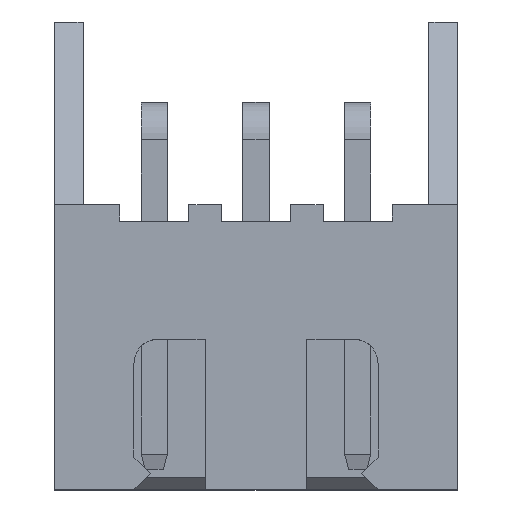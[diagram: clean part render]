
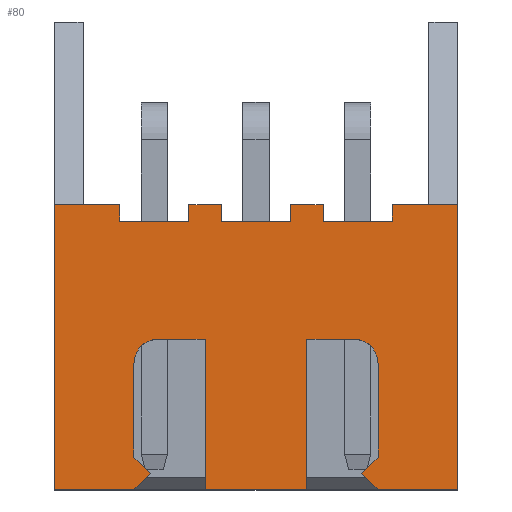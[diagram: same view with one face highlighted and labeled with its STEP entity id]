
A CAD part, top view. The second image highlights one B-rep face of the part: STEP entity #80.
In plain terms, the highlighted planar face has unit normal (0, 0, 1).
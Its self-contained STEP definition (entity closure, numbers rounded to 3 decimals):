
#80=ADVANCED_FACE('',(#1145),#1147,.T.);
#1145=FACE_BOUND('',#1146,.T.);
#1146=EDGE_LOOP('',(#1999,#2000,#2001,#2002,#2003,#2004,#2005,#2006,#2007,#2008,
#2009,#2010,#2011,#2012,#2013,#2014,#2015,#2016,#2017,#2018,#2019,#2020,#2021,#2022,
#2023,#2024,#2025,#2026,#2027,#2028));
#1147=PLANE('',#1148);
#1148=AXIS2_PLACEMENT_3D('',#1149,#1150,#1151);
#1149=CARTESIAN_POINT('',(-1.25,-9.2,5.75));
#1150=DIRECTION('',(0.,0.,1.));
#1151=DIRECTION('',(1.,0.,0.));
#1999=ORIENTED_EDGE('',*,*,#2611,.T.);
#2000=ORIENTED_EDGE('',*,*,#2612,.T.);
#2001=ORIENTED_EDGE('',*,*,#2613,.T.);
#2002=ORIENTED_EDGE('',*,*,#2614,.T.);
#2003=ORIENTED_EDGE('',*,*,#2607,.T.);
#2004=ORIENTED_EDGE('',*,*,#2615,.T.);
#2005=ORIENTED_EDGE('',*,*,#2616,.F.);
#2006=ORIENTED_EDGE('',*,*,#2617,.T.);
#2007=ORIENTED_EDGE('',*,*,#2618,.T.);
#2008=ORIENTED_EDGE('',*,*,#2619,.T.);
#2009=ORIENTED_EDGE('',*,*,#2620,.F.);
#2010=ORIENTED_EDGE('',*,*,#2621,.T.);
#2011=ORIENTED_EDGE('',*,*,#2622,.T.);
#2012=ORIENTED_EDGE('',*,*,#2623,.T.);
#2013=ORIENTED_EDGE('',*,*,#2624,.F.);
#2014=ORIENTED_EDGE('',*,*,#2625,.T.);
#2015=ORIENTED_EDGE('',*,*,#2626,.T.);
#2016=ORIENTED_EDGE('',*,*,#2627,.T.);
#2017=ORIENTED_EDGE('',*,*,#2628,.T.);
#2018=ORIENTED_EDGE('',*,*,#2629,.F.);
#2019=ORIENTED_EDGE('',*,*,#2630,.T.);
#2020=ORIENTED_EDGE('',*,*,#2631,.T.);
#2021=ORIENTED_EDGE('',*,*,#2632,.T.);
#2022=ORIENTED_EDGE('',*,*,#2633,.T.);
#2023=ORIENTED_EDGE('',*,*,#2634,.T.);
#2024=ORIENTED_EDGE('',*,*,#2635,.T.);
#2025=ORIENTED_EDGE('',*,*,#2636,.T.);
#2026=ORIENTED_EDGE('',*,*,#2609,.T.);
#2027=ORIENTED_EDGE('',*,*,#2637,.T.);
#2028=ORIENTED_EDGE('',*,*,#2638,.T.);
#2607=EDGE_CURVE('',#2934,#2936,#2938,.T.);
#2609=EDGE_CURVE('',#2941,#2939,#2942,.T.);
#2611=EDGE_CURVE('',#2944,#2945,#2946,.T.);
#2612=EDGE_CURVE('',#2945,#2947,#2948,.T.);
#2613=EDGE_CURVE('',#2947,#2949,#2950,.T.);
#2614=EDGE_CURVE('',#2949,#2934,#2951,.T.);
#2615=EDGE_CURVE('',#2936,#2952,#2953,.T.);
#2616=EDGE_CURVE('',#2954,#2952,#2955,.T.);
#2617=EDGE_CURVE('',#2954,#2956,#2957,.F.);
#2618=EDGE_CURVE('',#2956,#2958,#2959,.T.);
#2619=EDGE_CURVE('',#2958,#2960,#2961,.F.);
#2620=EDGE_CURVE('',#2962,#2960,#2963,.T.);
#2621=EDGE_CURVE('',#2962,#2964,#2965,.F.);
#2622=EDGE_CURVE('',#2964,#2966,#2967,.T.);
#2623=EDGE_CURVE('',#2966,#2968,#2969,.F.);
#2624=EDGE_CURVE('',#2970,#2968,#2971,.T.);
#2625=EDGE_CURVE('',#2970,#2972,#2973,.F.);
#2626=EDGE_CURVE('',#2972,#2974,#2975,.T.);
#2627=EDGE_CURVE('',#2974,#2976,#2977,.F.);
#2628=EDGE_CURVE('',#2976,#2978,#2979,.T.);
#2629=EDGE_CURVE('',#2980,#2978,#2981,.T.);
#2630=EDGE_CURVE('',#2980,#2982,#2983,.T.);
#2631=EDGE_CURVE('',#2982,#2984,#2985,.F.);
#2632=EDGE_CURVE('',#2984,#2986,#2987,.F.);
#2633=EDGE_CURVE('',#2986,#2988,#2989,.F.);
#2634=EDGE_CURVE('',#2988,#2990,#2991,.F.);
#2635=EDGE_CURVE('',#2990,#2992,#2993,.F.);
#2636=EDGE_CURVE('',#2992,#2941,#2994,.F.);
#2637=EDGE_CURVE('',#2939,#2995,#2996,.T.);
#2638=EDGE_CURVE('',#2995,#2944,#2997,.T.);
#2934=VERTEX_POINT('',#3483);
#2936=VERTEX_POINT('',#3487);
#2938=LINE('',#3491,#3492);
#2939=VERTEX_POINT('',#3494);
#2941=VERTEX_POINT('',#3498);
#2942=LINE('',#3499,#3500);
#2944=VERTEX_POINT('',#3505);
#2945=VERTEX_POINT('',#3506);
#2946=CIRCLE('',#3507,0.6);
#2947=VERTEX_POINT('',#3511);
#2948=LINE('',#3512,#3513);
#2949=VERTEX_POINT('',#3515);
#2950=LINE('',#3516,#3517);
#2951=LINE('',#3519,#3520);
#2952=VERTEX_POINT('',#3522);
#2953=LINE('',#3523,#3524);
#2954=VERTEX_POINT('',#3526);
#2955=LINE('',#3527,#3528);
#2956=VERTEX_POINT('',#3530);
#2957=LINE('',#3531,#3532);
#2958=VERTEX_POINT('',#3534);
#2959=LINE('',#3535,#3536);
#2960=VERTEX_POINT('',#3538);
#2961=LINE('',#3539,#3540);
#2962=VERTEX_POINT('',#3542);
#2963=LINE('',#3543,#3544);
#2964=VERTEX_POINT('',#3546);
#2965=LINE('',#3547,#3548);
#2966=VERTEX_POINT('',#3550);
#2967=LINE('',#3551,#3552);
#2968=VERTEX_POINT('',#3554);
#2969=LINE('',#3555,#3556);
#2970=VERTEX_POINT('',#3558);
#2971=LINE('',#3559,#3560);
#2972=VERTEX_POINT('',#3562);
#2973=LINE('',#3563,#3564);
#2974=VERTEX_POINT('',#3566);
#2975=LINE('',#3567,#3568);
#2976=VERTEX_POINT('',#3570);
#2977=LINE('',#3571,#3572);
#2978=VERTEX_POINT('',#3574);
#2979=LINE('',#3575,#3576);
#2980=VERTEX_POINT('',#3578);
#2981=LINE('',#3579,#3580);
#2982=VERTEX_POINT('',#3582);
#2983=LINE('',#3583,#3584);
#2984=VERTEX_POINT('',#3586);
#2985=LINE('',#3587,#3588);
#2986=VERTEX_POINT('',#3590);
#2987=LINE('',#3591,#3592);
#2988=VERTEX_POINT('',#3594);
#2989=LINE('',#3595,#3596);
#2990=VERTEX_POINT('',#3598);
#2991=CIRCLE('',#3599,0.6);
#2992=VERTEX_POINT('',#3603);
#2993=LINE('',#3604,#3605);
#2994=LINE('',#3607,#3608);
#2995=VERTEX_POINT('',#3610);
#2996=LINE('',#3611,#3612);
#2997=LINE('',#3614,#3615);
#3483=CARTESIAN_POINT('',(5.5,-9.2,5.75));
#3487=CARTESIAN_POINT('',(7.45,-9.2,5.75));
#3491=CARTESIAN_POINT('',(5.5,-9.2,5.75));
#3492=VECTOR('',#3493,1.);
#3493=DIRECTION('',(1.,0.,0.));
#3494=CARTESIAN_POINT('',(3.75,-9.2,5.75));
#3498=CARTESIAN_POINT('',(1.25,-9.2,5.75));
#3499=CARTESIAN_POINT('',(1.25,-9.2,5.75));
#3500=VECTOR('',#3501,1.);
#3501=DIRECTION('',(1.,0.,0.));
#3505=CARTESIAN_POINT('',(4.9,-5.5,5.75));
#3506=CARTESIAN_POINT('',(5.5,-6.1,5.75));
#3507=AXIS2_PLACEMENT_3D('',#3508,#3509,#3510);
#3508=CARTESIAN_POINT('',(4.9,-6.1,5.75));
#3509=DIRECTION('',(0.,0.,-1.));
#3510=DIRECTION('',(0.,1.,0.));
#3511=CARTESIAN_POINT('',(5.5,-8.4,5.75));
#3512=CARTESIAN_POINT('',(5.5,-6.1,5.75));
#3513=VECTOR('',#3514,1.);
#3514=DIRECTION('',(0.,-1.,0.));
#3515=CARTESIAN_POINT('',(5.1,-8.8,5.75));
#3516=CARTESIAN_POINT('',(5.5,-8.4,5.75));
#3517=VECTOR('',#3518,1.);
#3518=DIRECTION('',(-0.707,-0.707,0.));
#3519=CARTESIAN_POINT('',(5.1,-8.8,5.75));
#3520=VECTOR('',#3521,1.);
#3521=DIRECTION('',(0.707,-0.707,0.));
#3522=CARTESIAN_POINT('',(7.45,-2.2,5.75));
#3523=CARTESIAN_POINT('',(7.45,-9.2,5.75));
#3524=VECTOR('',#3525,1.);
#3525=DIRECTION('',(0.,1.,0.));
#3526=CARTESIAN_POINT('',(5.85,-2.2,5.75));
#3527=CARTESIAN_POINT('',(5.85,-2.2,5.75));
#3528=VECTOR('',#3529,1.);
#3529=DIRECTION('',(1.,0.,0.));
#3530=CARTESIAN_POINT('',(5.85,-2.6,5.75));
#3531=CARTESIAN_POINT('',(5.85,-2.6,5.75));
#3532=VECTOR('',#3533,1.);
#3533=DIRECTION('',(0.,1.,0.));
#3534=CARTESIAN_POINT('',(4.15,-2.6,5.75));
#3535=CARTESIAN_POINT('',(5.85,-2.6,5.75));
#3536=VECTOR('',#3537,1.);
#3537=DIRECTION('',(-1.,0.,0.));
#3538=CARTESIAN_POINT('',(4.15,-2.2,5.75));
#3539=CARTESIAN_POINT('',(4.15,-2.2,5.75));
#3540=VECTOR('',#3541,1.);
#3541=DIRECTION('',(0.,-1.,0.));
#3542=CARTESIAN_POINT('',(3.35,-2.2,5.75));
#3543=CARTESIAN_POINT('',(3.35,-2.2,5.75));
#3544=VECTOR('',#3545,1.);
#3545=DIRECTION('',(1.,0.,0.));
#3546=CARTESIAN_POINT('',(3.35,-2.6,5.75));
#3547=CARTESIAN_POINT('',(3.35,-2.6,5.75));
#3548=VECTOR('',#3549,1.);
#3549=DIRECTION('',(0.,1.,0.));
#3550=CARTESIAN_POINT('',(1.65,-2.6,5.75));
#3551=CARTESIAN_POINT('',(3.35,-2.6,5.75));
#3552=VECTOR('',#3553,1.);
#3553=DIRECTION('',(-1.,0.,0.));
#3554=CARTESIAN_POINT('',(1.65,-2.2,5.75));
#3555=CARTESIAN_POINT('',(1.65,-2.2,5.75));
#3556=VECTOR('',#3557,1.);
#3557=DIRECTION('',(0.,-1.,0.));
#3558=CARTESIAN_POINT('',(0.85,-2.2,5.75));
#3559=CARTESIAN_POINT('',(0.85,-2.2,5.75));
#3560=VECTOR('',#3561,1.);
#3561=DIRECTION('',(1.,0.,0.));
#3562=CARTESIAN_POINT('',(0.85,-2.6,5.75));
#3563=CARTESIAN_POINT('',(0.85,-2.6,5.75));
#3564=VECTOR('',#3565,1.);
#3565=DIRECTION('',(0.,1.,0.));
#3566=CARTESIAN_POINT('',(-0.85,-2.6,5.75));
#3567=CARTESIAN_POINT('',(0.85,-2.6,5.75));
#3568=VECTOR('',#3569,1.);
#3569=DIRECTION('',(-1.,0.,0.));
#3570=CARTESIAN_POINT('',(-0.85,-2.2,5.75));
#3571=CARTESIAN_POINT('',(-0.85,-2.2,5.75));
#3572=VECTOR('',#3573,1.);
#3573=DIRECTION('',(0.,-1.,0.));
#3574=CARTESIAN_POINT('',(-2.45,-2.2,5.75));
#3575=CARTESIAN_POINT('',(-0.85,-2.2,5.75));
#3576=VECTOR('',#3577,1.);
#3577=DIRECTION('',(-1.,0.,0.));
#3578=CARTESIAN_POINT('',(-2.45,-9.2,5.75));
#3579=CARTESIAN_POINT('',(-2.45,-9.2,5.75));
#3580=VECTOR('',#3581,1.);
#3581=DIRECTION('',(0.,1.,0.));
#3582=CARTESIAN_POINT('',(-0.5,-9.2,5.75));
#3583=CARTESIAN_POINT('',(-2.45,-9.2,5.75));
#3584=VECTOR('',#3585,1.);
#3585=DIRECTION('',(1.,0.,0.));
#3586=CARTESIAN_POINT('',(-0.1,-8.8,5.75));
#3587=CARTESIAN_POINT('',(-0.1,-8.8,5.75));
#3588=VECTOR('',#3589,1.);
#3589=DIRECTION('',(-0.707,-0.707,0.));
#3590=CARTESIAN_POINT('',(-0.5,-8.4,5.75));
#3591=CARTESIAN_POINT('',(-0.5,-8.4,5.75));
#3592=VECTOR('',#3593,1.);
#3593=DIRECTION('',(0.707,-0.707,0.));
#3594=CARTESIAN_POINT('',(-0.5,-6.1,5.75));
#3595=CARTESIAN_POINT('',(-0.5,-6.1,5.75));
#3596=VECTOR('',#3597,1.);
#3597=DIRECTION('',(0.,-1.,0.));
#3598=CARTESIAN_POINT('',(0.1,-5.5,5.75));
#3599=AXIS2_PLACEMENT_3D('',#3600,#3601,#3602);
#3600=CARTESIAN_POINT('',(0.1,-6.1,5.75));
#3601=DIRECTION('',(0.,-0.,1.));
#3602=DIRECTION('',(0.,1.,0.));
#3603=CARTESIAN_POINT('',(1.25,-5.5,5.75));
#3604=CARTESIAN_POINT('',(1.25,-5.5,5.75));
#3605=VECTOR('',#3606,1.);
#3606=DIRECTION('',(-1.,0.,0.));
#3607=CARTESIAN_POINT('',(1.25,-9.2,5.75));
#3608=VECTOR('',#3609,1.);
#3609=DIRECTION('',(0.,1.,0.));
#3610=CARTESIAN_POINT('',(3.75,-5.5,5.75));
#3611=CARTESIAN_POINT('',(3.75,-9.2,5.75));
#3612=VECTOR('',#3613,1.);
#3613=DIRECTION('',(0.,1.,0.));
#3614=CARTESIAN_POINT('',(3.75,-5.5,5.75));
#3615=VECTOR('',#3616,1.);
#3616=DIRECTION('',(1.,0.,0.));
